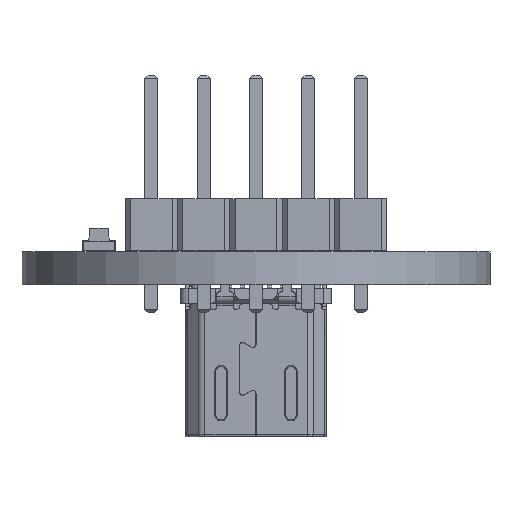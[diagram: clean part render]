
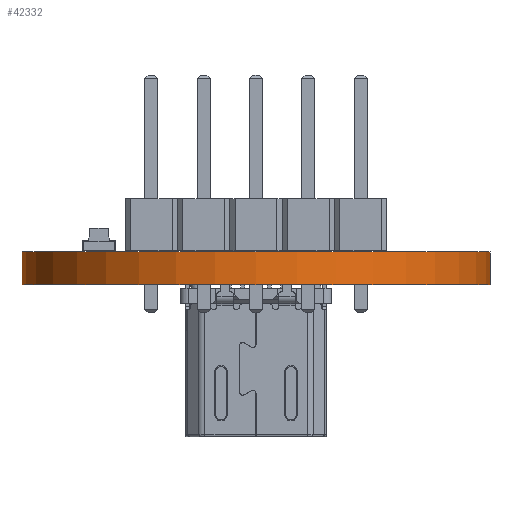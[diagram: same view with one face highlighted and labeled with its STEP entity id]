
A CAD part, front view. The second image highlights one B-rep face of the part: STEP entity #42332.
In plain terms, the highlighted cylindrical face has radius 11.359 mm (diameter 22.718 mm), a full revolution.
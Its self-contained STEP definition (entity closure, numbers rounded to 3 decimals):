
#42332 = ADVANCED_FACE('',(#42333),#42347,.T.);
#42333 = FACE_BOUND('',#42334,.F.);
#42334 = EDGE_LOOP('',(#42335,#42365,#42392,#42393));
#42335 = ORIENTED_EDGE('',*,*,#42336,.T.);
#42336 = EDGE_CURVE('',#42337,#42339,#42341,.T.);
#42337 = VERTEX_POINT('',#42338);
#42338 = CARTESIAN_POINT('',(194.239,-76.2,0.));
#42339 = VERTEX_POINT('',#42340);
#42340 = CARTESIAN_POINT('',(194.239,-76.2,1.6));
#42341 = SEAM_CURVE('',#42342,(#42346,#42358),.PCURVE_S1.);
#42342 = LINE('',#42343,#42344);
#42343 = CARTESIAN_POINT('',(194.239,-76.2,0.));
#42344 = VECTOR('',#42345,1.);
#42345 = DIRECTION('',(0.,0.,1.));
#42346 = PCURVE('',#42347,#42352);
#42347 = CYLINDRICAL_SURFACE('',#42348,11.359);
#42348 = AXIS2_PLACEMENT_3D('',#42349,#42350,#42351);
#42349 = CARTESIAN_POINT('',(182.88,-76.2,0.));
#42350 = DIRECTION('',(0.,0.,-1.));
#42351 = DIRECTION('',(1.,0.,0.));
#42352 = DEFINITIONAL_REPRESENTATION('',(#42353),#42357);
#42353 = LINE('',#42354,#42355);
#42354 = CARTESIAN_POINT('',(0.,0.));
#42355 = VECTOR('',#42356,1.);
#42356 = DIRECTION('',(0.,-1.));
#42357 = ( GEOMETRIC_REPRESENTATION_CONTEXT(2) 
PARAMETRIC_REPRESENTATION_CONTEXT() REPRESENTATION_CONTEXT('2D SPACE',''
  ) );
#42358 = PCURVE('',#42347,#42359);
#42359 = DEFINITIONAL_REPRESENTATION('',(#42360),#42364);
#42360 = LINE('',#42361,#42362);
#42361 = CARTESIAN_POINT('',(-6.283,0.));
#42362 = VECTOR('',#42363,1.);
#42363 = DIRECTION('',(0.,-1.));
#42364 = ( GEOMETRIC_REPRESENTATION_CONTEXT(2) 
PARAMETRIC_REPRESENTATION_CONTEXT() REPRESENTATION_CONTEXT('2D SPACE',''
  ) );
#42365 = ORIENTED_EDGE('',*,*,#42366,.T.);
#42366 = EDGE_CURVE('',#42339,#42339,#42367,.T.);
#42367 = SURFACE_CURVE('',#42368,(#42373,#42380),.PCURVE_S1.);
#42368 = CIRCLE('',#42369,11.359);
#42369 = AXIS2_PLACEMENT_3D('',#42370,#42371,#42372);
#42370 = CARTESIAN_POINT('',(182.88,-76.2,1.6));
#42371 = DIRECTION('',(0.,0.,1.));
#42372 = DIRECTION('',(1.,0.,0.));
#42373 = PCURVE('',#42347,#42374);
#42374 = DEFINITIONAL_REPRESENTATION('',(#42375),#42379);
#42375 = LINE('',#42376,#42377);
#42376 = CARTESIAN_POINT('',(0.,-1.6));
#42377 = VECTOR('',#42378,1.);
#42378 = DIRECTION('',(-1.,0.));
#42379 = ( GEOMETRIC_REPRESENTATION_CONTEXT(2) 
PARAMETRIC_REPRESENTATION_CONTEXT() REPRESENTATION_CONTEXT('2D SPACE',''
  ) );
#42380 = PCURVE('',#42381,#42386);
#42381 = PLANE('',#42382);
#42382 = AXIS2_PLACEMENT_3D('',#42383,#42384,#42385);
#42383 = CARTESIAN_POINT('',(182.88,-76.2,1.6));
#42384 = DIRECTION('',(0.,0.,1.));
#42385 = DIRECTION('',(1.,0.,0.));
#42386 = DEFINITIONAL_REPRESENTATION('',(#42387),#42391);
#42387 = CIRCLE('',#42388,11.359);
#42388 = AXIS2_PLACEMENT_2D('',#42389,#42390);
#42389 = CARTESIAN_POINT('',(0.,0.));
#42390 = DIRECTION('',(1.,0.));
#42391 = ( GEOMETRIC_REPRESENTATION_CONTEXT(2) 
PARAMETRIC_REPRESENTATION_CONTEXT() REPRESENTATION_CONTEXT('2D SPACE',''
  ) );
#42392 = ORIENTED_EDGE('',*,*,#42336,.F.);
#42393 = ORIENTED_EDGE('',*,*,#42394,.F.);
#42394 = EDGE_CURVE('',#42337,#42337,#42395,.T.);
#42395 = SURFACE_CURVE('',#42396,(#42401,#42408),.PCURVE_S1.);
#42396 = CIRCLE('',#42397,11.359);
#42397 = AXIS2_PLACEMENT_3D('',#42398,#42399,#42400);
#42398 = CARTESIAN_POINT('',(182.88,-76.2,0.));
#42399 = DIRECTION('',(0.,0.,1.));
#42400 = DIRECTION('',(1.,0.,0.));
#42401 = PCURVE('',#42347,#42402);
#42402 = DEFINITIONAL_REPRESENTATION('',(#42403),#42407);
#42403 = LINE('',#42404,#42405);
#42404 = CARTESIAN_POINT('',(0.,0.));
#42405 = VECTOR('',#42406,1.);
#42406 = DIRECTION('',(-1.,0.));
#42407 = ( GEOMETRIC_REPRESENTATION_CONTEXT(2) 
PARAMETRIC_REPRESENTATION_CONTEXT() REPRESENTATION_CONTEXT('2D SPACE',''
  ) );
#42408 = PCURVE('',#42409,#42414);
#42409 = PLANE('',#42410);
#42410 = AXIS2_PLACEMENT_3D('',#42411,#42412,#42413);
#42411 = CARTESIAN_POINT('',(182.88,-76.2,0.));
#42412 = DIRECTION('',(0.,0.,1.));
#42413 = DIRECTION('',(1.,0.,0.));
#42414 = DEFINITIONAL_REPRESENTATION('',(#42415),#42419);
#42415 = CIRCLE('',#42416,11.359);
#42416 = AXIS2_PLACEMENT_2D('',#42417,#42418);
#42417 = CARTESIAN_POINT('',(0.,0.));
#42418 = DIRECTION('',(1.,0.));
#42419 = ( GEOMETRIC_REPRESENTATION_CONTEXT(2) 
PARAMETRIC_REPRESENTATION_CONTEXT() REPRESENTATION_CONTEXT('2D SPACE',''
  ) );
